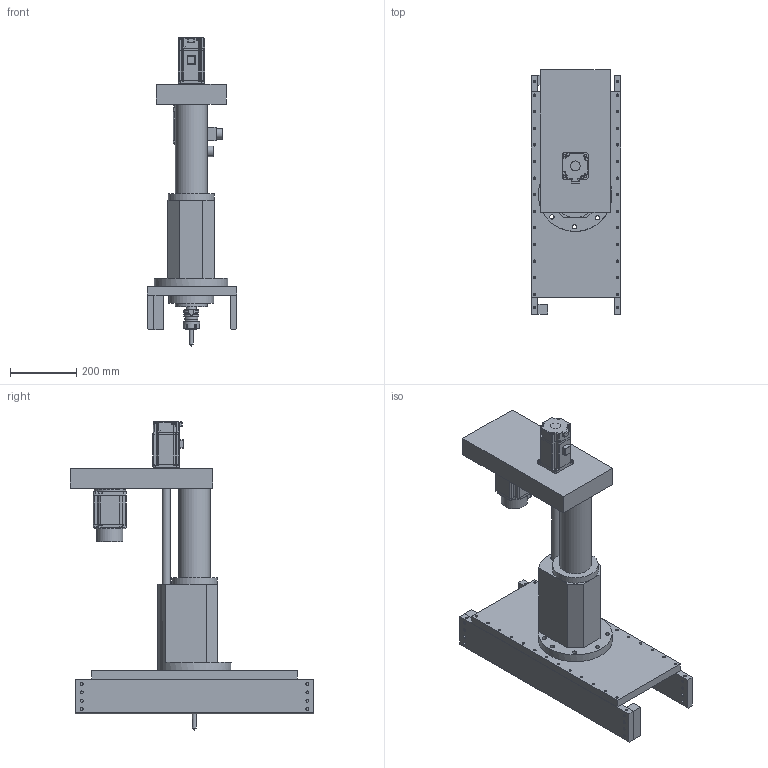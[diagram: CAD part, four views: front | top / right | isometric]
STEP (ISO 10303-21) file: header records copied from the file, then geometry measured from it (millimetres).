
FILE_DESCRIPTION(/* description */ (''),/* implementation_level */ '2;1');
FILE_NAME(/* name */ 'Efron Z axis assembly SK30 TC v22.step',/* time_stamp */ '2016-12-25T01:33:25+01:00',/* author */ (''),/* organization */ (''),/* preprocessor_version */ 'ST-DEVELOPER v16.5',/* originating_system */ 'Autodesk Translation Framework v5.2.0.2920',/* authorisation */ '');
FILE_SCHEMA (('AUTOMOTIVE_DESIGN { 1 0 10303 214 3 1 1 }'));
Length unit declared in the file: millimetre
Products named in the file (19): Efron Z axis assembly SK30 TC v22; portal base; Component3; main body; quill; Flanke; motor mount; lock ring back; BT30 ER32 Tool Holder v2; BT30 ER32 TOOL HOLDER; PULL STUD; E-BT30 -ER 32 COLLET CHUCK ; COLLET ER 32-_ER 32-GB 12X9 DIN ISO; BT30 ER32 COLLET NUT; Component6; 2505 ball screw; Servo 1kW ASDA v1; Servo 750W ASDA v1; 30mm spacer
Assembly tree (20 placements, depth 4):
  Efron Z axis assembly SK30 TC v22
    portal base
      Component3
    main body
    quill
    Flanke  x2
    motor mount
    lock ring back
    BT30 ER32 Tool Holder v2
      BT30 ER32 TOOL HOLDER
        PULL STUD
        E-BT30 -ER 32 COLLET CHUCK 
        COLLET ER 32-_ER 32-GB 12X9 DIN ISO
        BT30 ER32 COLLET NUT
      Component6
    2505 ball screw
    Servo 1kW ASDA v1
    Servo 750W ASDA v1
    30mm spacer  x2
Bounding box: 270 x 735.25 x 928.26 mm (x, y, z)
Volume: 24090082.8 mm3; surface area: 1876124.7 mm2
Topology: 19 solids, 19 shells, 1023 faces, 2725 edges, 1763 vertices
Faces by surface type: plane 451, cylinder 379, cone 131, bspline 42, torus 12, sphere 8
Full cylindrical faces by diameter (mm): 3.5 x2, 6.6 x4, 6.8 x60, 7 x1, 8 x1, 8.5 x16, 9 x4, 9.57 x1, 11 x1, 11.95 x1, 12 x1, 12.4 x1, 12.53 x1, 13 x14, 16.44 x1, 19 x1, 19.5 x1, 22 x1, 24.5 x1, 25 x1, 27 x1, 28 x1, 30 x3, 31.75 x1, 31.95 x1, 39.4 x1, 39.89 x1, 40 x1, 42 x1, 46 x1
Entity records: 34928 total; most frequent: CARTESIAN_POINT 11469, DIRECTION 4647, ORIENTED_EDGE 4638, EDGE_CURVE 2319, AXIS2_PLACEMENT_3D 1813, VERTEX_POINT 1569, EDGE_LOOP 1286, LINE 1021
